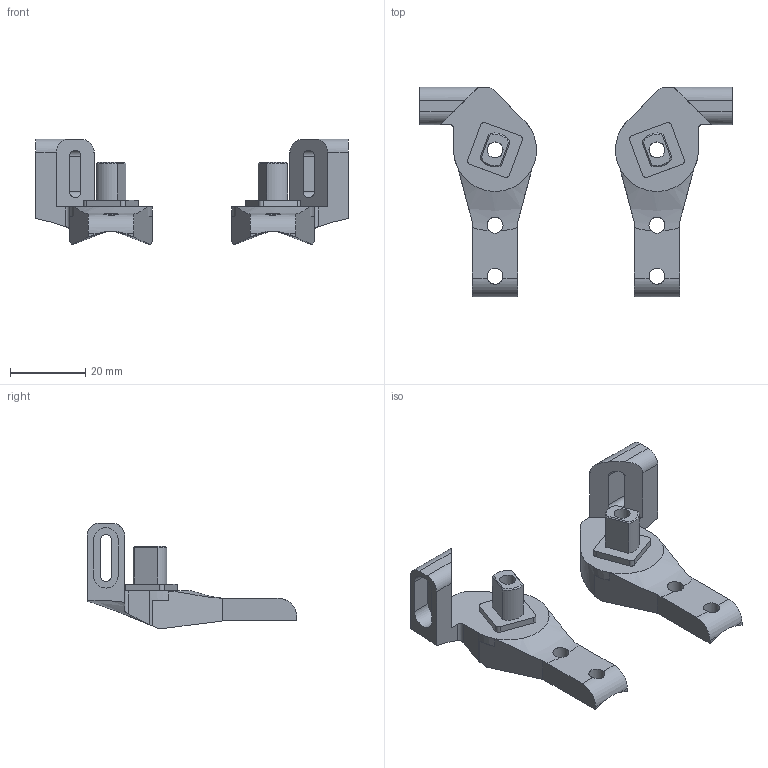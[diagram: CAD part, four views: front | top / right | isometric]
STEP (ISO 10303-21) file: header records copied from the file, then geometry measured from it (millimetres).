
FILE_DESCRIPTION(/* description */ (''),/* implementation_level */ '2;1');
FILE_NAME(/* name */ 'Shifter_V2_Left.step',/* time_stamp */ '2023-05-10T10:20:26+02:00',/* author */ (''),/* organization */ (''),/* preprocessor_version */ 'ST-DEVELOPER v19.2',/* originating_system */ 'Autodesk Translation Framework v11.17.0.187',/* authorisation */ '');
FILE_SCHEMA (('AUTOMOTIVE_DESIGN { 1 0 10303 214 3 1 1 }'));
Length unit declared in the file: millimetre
Products named in the file (3): Shifter_V2_GD; shifter_part2_Gauche_v2 v9; shifter_part2_Gauche_v2 v9(Symétrie miroir)
Assembly tree (2 placements, depth 2):
  Shifter_V2_GD
    shifter_part2_Gauche_v2 v9
    shifter_part2_Gauche_v2 v9(Symétrie miroir)
Bounding box: 83 x 55.68 x 28.1 mm (x, y, z)
Volume: 13892.4 mm3; surface area: 8963.9 mm2
Topology: 2 solids, 2 shells, 120 faces, 336 edges, 222 vertices
Faces by surface type: plane 70, cylinder 40, bspline 6, cone 4
Full cylindrical faces by diameter (mm): 4.234 x6
Entity records: 5357 total; most frequent: CARTESIAN_POINT 2217, ORIENTED_EDGE 672, DIRECTION 596, EDGE_CURVE 336, VERTEX_POINT 222, AXIS2_PLACEMENT_3D 207, LINE 182, VECTOR 182
